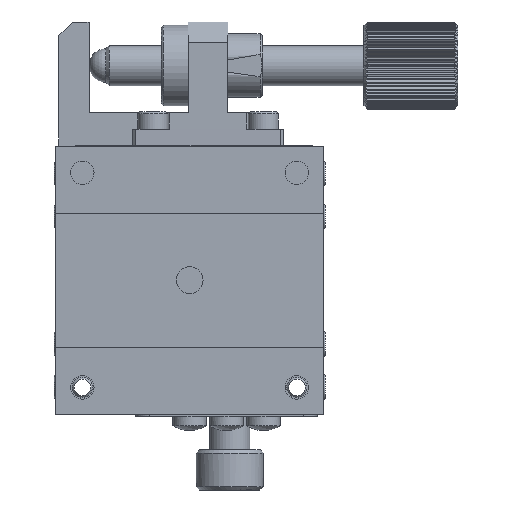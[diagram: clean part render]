
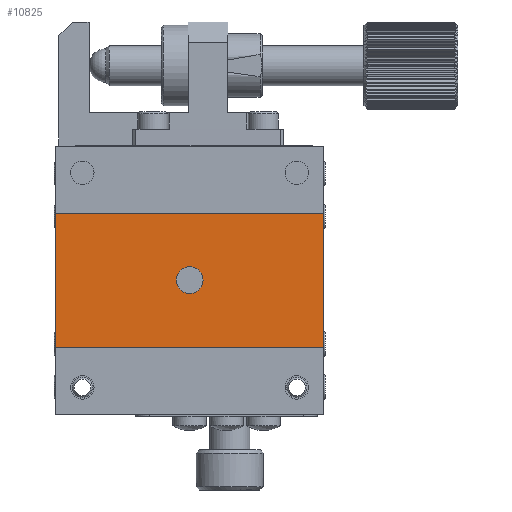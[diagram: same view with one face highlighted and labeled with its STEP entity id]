
A CAD part, front view. The second image highlights one B-rep face of the part: STEP entity #10825.
In plain terms, the highlighted planar face has unit normal (0, 1, 0).
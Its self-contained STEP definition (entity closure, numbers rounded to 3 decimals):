
#80 = EDGE_LOOP ( 'NONE', ( #92 ) ) ;
#92 = ORIENTED_EDGE ( 'NONE', *, *, #3153, .T. ) ;
#1429 = VERTEX_POINT ( 'NONE', #9644 ) ;
#1461 = CARTESIAN_POINT ( 'NONE',  ( 1.11, 0.35, -10. ) ) ;
#2253 = VERTEX_POINT ( 'NONE', #2398 ) ;
#2398 = CARTESIAN_POINT ( 'NONE',  ( 1.11, 0.35, 10. ) ) ;
#3153 = EDGE_CURVE ( 'NONE', #6672, #6672, #5431, .T. ) ;
#3569 = FACE_OUTER_BOUND ( 'NONE', #3612, .T. ) ;
#3592 = AXIS2_PLACEMENT_3D ( 'NONE', #11279, #5954, #7259 ) ;
#3612 = EDGE_LOOP ( 'NONE', ( #7463, #15198, #3905, #15662 ) ) ;
#3764 = CARTESIAN_POINT ( 'NONE',  ( 21.11, 0.35, -10. ) ) ;
#3905 = ORIENTED_EDGE ( 'NONE', *, *, #5124, .T. ) ;
#4313 = EDGE_CURVE ( 'NONE', #8733, #2253, #16772, .T. ) ;
#4813 = LINE ( 'NONE', #8837, #13567 ) ;
#4879 = DIRECTION ( 'NONE',  ( 0., 0., -1. ) ) ;
#5124 = EDGE_CURVE ( 'NONE', #7673, #1429, #6186, .T. ) ;
#5431 = CIRCLE ( 'NONE', #9606, 2. ) ;
#5841 = EDGE_CURVE ( 'NONE', #2253, #7673, #4813, .T. ) ;
#5954 = DIRECTION ( 'NONE',  ( 0., 1., 0. ) ) ;
#6037 = FACE_BOUND ( 'NONE', #80, .T. ) ;
#6186 = LINE ( 'NONE', #14409, #14114 ) ;
#6672 = VERTEX_POINT ( 'NONE', #9038 ) ;
#7259 = DIRECTION ( 'NONE',  ( 0., 0., 1. ) ) ;
#7463 = ORIENTED_EDGE ( 'NONE', *, *, #4313, .T. ) ;
#7673 = VERTEX_POINT ( 'NONE', #8006 ) ;
#8006 = CARTESIAN_POINT ( 'NONE',  ( 41.11, 0.35, 10. ) ) ;
#8027 = DIRECTION ( 'NONE',  ( 0., -1., 0. ) ) ;
#8733 = VERTEX_POINT ( 'NONE', #1461 ) ;
#8837 = CARTESIAN_POINT ( 'NONE',  ( 21.11, 0.35, 10. ) ) ;
#8924 = DIRECTION ( 'NONE',  ( 0., 0., 1. ) ) ;
#9038 = CARTESIAN_POINT ( 'NONE',  ( 21.11, 0.35, 2. ) ) ;
#9463 = EDGE_CURVE ( 'NONE', #1429, #8733, #13216, .T. ) ;
#9606 = AXIS2_PLACEMENT_3D ( 'NONE', #12134, #8027, #12216 ) ;
#9638 = VECTOR ( 'NONE', #8924, 1000. ) ;
#9644 = CARTESIAN_POINT ( 'NONE',  ( 41.11, 0.35, -10. ) ) ;
#9976 = DIRECTION ( 'NONE',  ( 1., 0., 0. ) ) ;
#10825 = ADVANCED_FACE ( 'NONE', ( #6037, #3569 ), #15297, .T. ) ;
#11279 = CARTESIAN_POINT ( 'NONE',  ( 21.11, 0.35, 0. ) ) ;
#12134 = CARTESIAN_POINT ( 'NONE',  ( 21.11, 0.35, 0. ) ) ;
#12216 = DIRECTION ( 'NONE',  ( 0., 0., 1. ) ) ;
#13216 = LINE ( 'NONE', #3764, #15091 ) ;
#13567 = VECTOR ( 'NONE', #9976, 1000. ) ;
#14114 = VECTOR ( 'NONE', #4879, 1000. ) ;
#14409 = CARTESIAN_POINT ( 'NONE',  ( 41.11, 0.35, 0. ) ) ;
#15091 = VECTOR ( 'NONE', #15912, 1000. ) ;
#15198 = ORIENTED_EDGE ( 'NONE', *, *, #5841, .T. ) ;
#15297 = PLANE ( 'NONE',  #3592 ) ;
#15563 = CARTESIAN_POINT ( 'NONE',  ( 1.11, 0.35, 0. ) ) ;
#15662 = ORIENTED_EDGE ( 'NONE', *, *, #9463, .T. ) ;
#15912 = DIRECTION ( 'NONE',  ( -1., 0., 0. ) ) ;
#16772 = LINE ( 'NONE', #15563, #9638 ) ;
